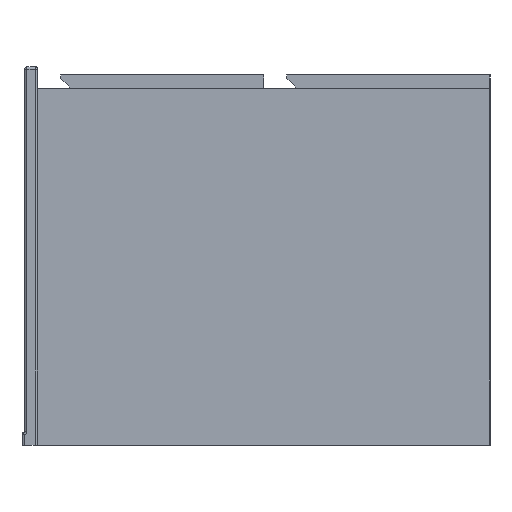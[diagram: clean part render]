
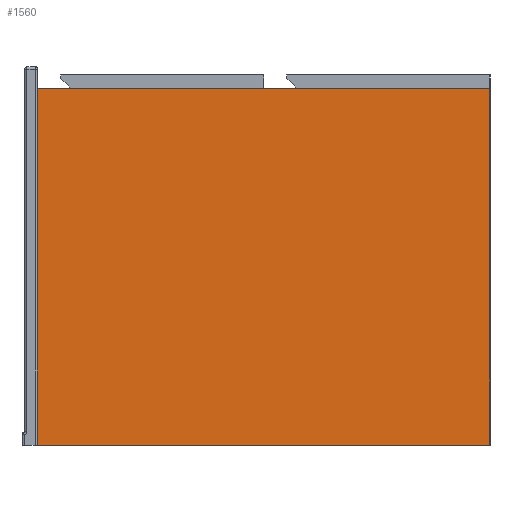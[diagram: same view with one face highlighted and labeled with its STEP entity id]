
A CAD part, left-side view. The second image highlights one B-rep face of the part: STEP entity #1560.
In plain terms, the highlighted planar face has unit normal (-1, 0, 0).
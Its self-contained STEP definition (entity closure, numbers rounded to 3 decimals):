
#28 = AXIS2_PLACEMENT_3D ( 'NONE', #4083, #1650, #4463 ) ;
#290 = FACE_OUTER_BOUND ( 'NONE', #1524, .T. ) ;
#477 = EDGE_CURVE ( 'NONE', #2436, #3532, #1360, .T. ) ;
#805 = CARTESIAN_POINT ( 'NONE',  ( -369., -275., 434. ) ) ;
#915 = PLANE ( 'NONE',  #28 ) ;
#1074 = LINE ( 'NONE', #2060, #3546 ) ;
#1360 = LINE ( 'NONE', #2269, #4064 ) ;
#1524 = EDGE_LOOP ( 'NONE', ( #1883, #2992, #2922, #1921 ) ) ;
#1530 = LINE ( 'NONE', #3844, #2445 ) ;
#1560 = ADVANCED_FACE ( 'NONE', ( #290 ), #915, .T. ) ;
#1650 = DIRECTION ( 'NONE',  ( -1., 0., 0. ) ) ;
#1662 = VERTEX_POINT ( 'NONE', #2395 ) ;
#1778 = DIRECTION ( 'NONE',  ( 0., 1., 0. ) ) ;
#1883 = ORIENTED_EDGE ( 'NONE', *, *, #2529, .F. ) ;
#1921 = ORIENTED_EDGE ( 'NONE', *, *, #2189, .T. ) ;
#1990 = VERTEX_POINT ( 'NONE', #4033 ) ;
#2043 = DIRECTION ( 'NONE',  ( 0., 0., -1. ) ) ;
#2060 = CARTESIAN_POINT ( 'NONE',  ( -369., 275., 434. ) ) ;
#2189 = EDGE_CURVE ( 'NONE', #1990, #1662, #1530, .T. ) ;
#2269 = CARTESIAN_POINT ( 'NONE',  ( -369., -275., 434. ) ) ;
#2294 = EDGE_CURVE ( 'NONE', #2436, #1990, #1074, .T. ) ;
#2395 = CARTESIAN_POINT ( 'NONE',  ( -369., 275., 0. ) ) ;
#2436 = VERTEX_POINT ( 'NONE', #805 ) ;
#2445 = VECTOR ( 'NONE', #2043, 1000. ) ;
#2529 = EDGE_CURVE ( 'NONE', #3532, #1662, #3819, .T. ) ;
#2590 = CARTESIAN_POINT ( 'NONE',  ( -369., 275., 0. ) ) ;
#2875 = VECTOR ( 'NONE', #2935, 1000. ) ;
#2922 = ORIENTED_EDGE ( 'NONE', *, *, #2294, .T. ) ;
#2935 = DIRECTION ( 'NONE',  ( 0., 1., 0. ) ) ;
#2992 = ORIENTED_EDGE ( 'NONE', *, *, #477, .F. ) ;
#3024 = CARTESIAN_POINT ( 'NONE',  ( -369., -275., 0. ) ) ;
#3532 = VERTEX_POINT ( 'NONE', #3024 ) ;
#3546 = VECTOR ( 'NONE', #1778, 1000. ) ;
#3819 = LINE ( 'NONE', #2590, #2875 ) ;
#3844 = CARTESIAN_POINT ( 'NONE',  ( -369., 275., 434. ) ) ;
#4033 = CARTESIAN_POINT ( 'NONE',  ( -369., 275., 434. ) ) ;
#4064 = VECTOR ( 'NONE', #4369, 1000. ) ;
#4083 = CARTESIAN_POINT ( 'NONE',  ( -369., 275., 434. ) ) ;
#4369 = DIRECTION ( 'NONE',  ( 0., 0., -1. ) ) ;
#4463 = DIRECTION ( 'NONE',  ( 0., -1., 0. ) ) ;
